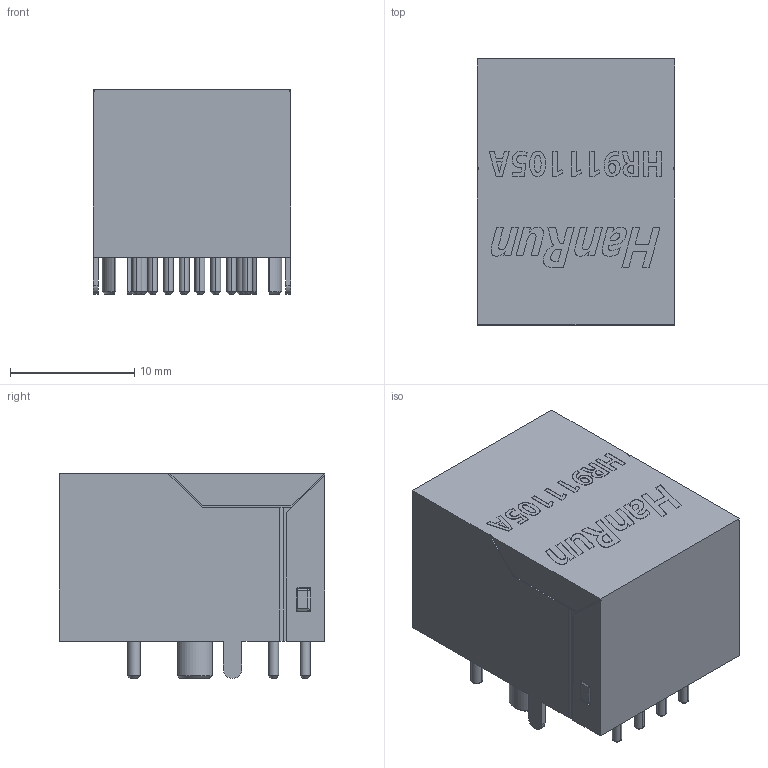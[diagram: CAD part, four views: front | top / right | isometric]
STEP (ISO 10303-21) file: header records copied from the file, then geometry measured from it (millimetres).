
FILE_DESCRIPTION(('FreeCAD Model'),'2;1');
FILE_NAME('Fusion.step', '2017-05-10T16:53:44',('kicad StepUp'),('ksu MCAD'), 'Open CASCADE STEP processor 6.8','FreeCAD','Unknown');
FILE_SCHEMA(('AUTOMOTIVE_DESIGN_CC2 { 1 2 10303 214 -1 1 5 4 }'));
Length unit declared in the file: millimetre
Products named in the file (2): ASSEMBLY; Fusion
Assembly tree (1 placements, depth 2):
  ASSEMBLY
    Fusion
Bounding box: 15.88 x 21.4 x 16.5 mm (x, y, z)
Volume: 3007.7 mm3; surface area: 2916.3 mm2
Topology: 3 solids, 3 shells, 484 faces, 1264 edges, 812 vertices
Faces by surface type: plane 296, cylinder 80, bspline 76, cone 32
Entity records: 21708 total; most frequent: CARTESIAN_POINT 6996, ORIENTED_EDGE 2492, DIRECTION 2022, EDGE_CURVE 1246, LINE 906, VECTOR 906, VERTEX_POINT 812, AXIS2_PLACEMENT_3D 558
